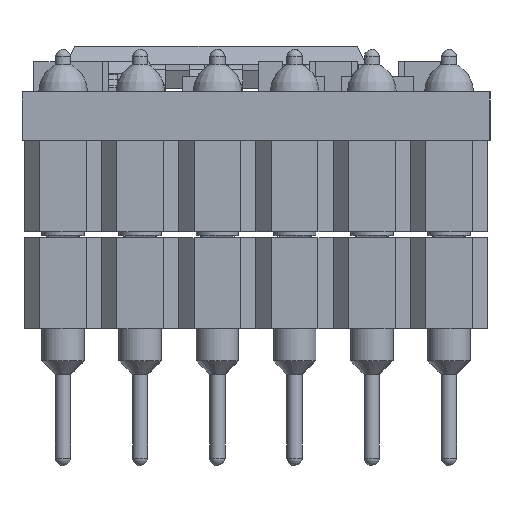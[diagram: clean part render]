
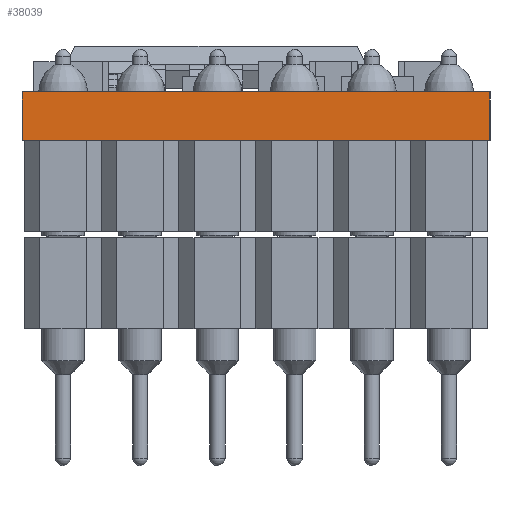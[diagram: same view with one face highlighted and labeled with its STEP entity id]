
A CAD part, left-side view. The second image highlights one B-rep face of the part: STEP entity #38039.
In plain terms, the highlighted planar face has unit normal (-1, 0, 0).
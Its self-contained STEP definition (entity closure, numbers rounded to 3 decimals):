
#37923 = EDGE_CURVE('',#37924,#37926,#37928,.T.);
#37924 = VERTEX_POINT('',#37925);
#37925 = CARTESIAN_POINT('',(-11.8,7.7,0.));
#37926 = VERTEX_POINT('',#37927);
#37927 = CARTESIAN_POINT('',(-11.8,7.7,-1.6));
#37928 = SURFACE_CURVE('',#37929,(#37933,#37945),.PCURVE_S1.);
#37929 = LINE('',#37930,#37931);
#37930 = CARTESIAN_POINT('',(-11.8,7.7,0.));
#37931 = VECTOR('',#37932,1.);
#37932 = DIRECTION('',(-0.,-0.,-1.));
#37933 = PCURVE('',#37934,#37939);
#37934 = PLANE('',#37935);
#37935 = AXIS2_PLACEMENT_3D('',#37936,#37937,#37938);
#37936 = CARTESIAN_POINT('',(-11.8,7.7,0.));
#37937 = DIRECTION('',(0.,-1.,0.));
#37938 = DIRECTION('',(1.,0.,0.));
#37939 = DEFINITIONAL_REPRESENTATION('',(#37940),#37944);
#37940 = LINE('',#37941,#37942);
#37941 = CARTESIAN_POINT('',(0.,0.));
#37942 = VECTOR('',#37943,1.);
#37943 = DIRECTION('',(0.,-1.));
#37944 = ( GEOMETRIC_REPRESENTATION_CONTEXT(2) 
PARAMETRIC_REPRESENTATION_CONTEXT() REPRESENTATION_CONTEXT('2D SPACE',''
  ) );
#37945 = PCURVE('',#37946,#37951);
#37946 = PLANE('',#37947);
#37947 = AXIS2_PLACEMENT_3D('',#37948,#37949,#37950);
#37948 = CARTESIAN_POINT('',(-11.8,-7.7,0.));
#37949 = DIRECTION('',(1.,0.,0.));
#37950 = DIRECTION('',(0.,1.,0.));
#37951 = DEFINITIONAL_REPRESENTATION('',(#37952),#37956);
#37952 = LINE('',#37953,#37954);
#37953 = CARTESIAN_POINT('',(15.4,0.));
#37954 = VECTOR('',#37955,1.);
#37955 = DIRECTION('',(0.,-1.));
#37956 = ( GEOMETRIC_REPRESENTATION_CONTEXT(2) 
PARAMETRIC_REPRESENTATION_CONTEXT() REPRESENTATION_CONTEXT('2D SPACE',''
  ) );
#37974 = PLANE('',#37975);
#37975 = AXIS2_PLACEMENT_3D('',#37976,#37977,#37978);
#37976 = CARTESIAN_POINT('',(0.,0.,-1.6));
#37977 = DIRECTION('',(-0.,-0.,-1.));
#37978 = DIRECTION('',(-1.,0.,0.));
#38028 = PLANE('',#38029);
#38029 = AXIS2_PLACEMENT_3D('',#38030,#38031,#38032);
#38030 = CARTESIAN_POINT('',(0.,0.,0.));
#38031 = DIRECTION('',(-0.,-0.,-1.));
#38032 = DIRECTION('',(-1.,0.,0.));
#38039 = ADVANCED_FACE('',(#38040),#37946,.F.);
#38040 = FACE_BOUND('',#38041,.F.);
#38041 = EDGE_LOOP('',(#38042,#38072,#38093,#38094));
#38042 = ORIENTED_EDGE('',*,*,#38043,.T.);
#38043 = EDGE_CURVE('',#38044,#38046,#38048,.T.);
#38044 = VERTEX_POINT('',#38045);
#38045 = CARTESIAN_POINT('',(-11.8,-7.7,0.));
#38046 = VERTEX_POINT('',#38047);
#38047 = CARTESIAN_POINT('',(-11.8,-7.7,-1.6));
#38048 = SURFACE_CURVE('',#38049,(#38053,#38060),.PCURVE_S1.);
#38049 = LINE('',#38050,#38051);
#38050 = CARTESIAN_POINT('',(-11.8,-7.7,0.));
#38051 = VECTOR('',#38052,1.);
#38052 = DIRECTION('',(-0.,-0.,-1.));
#38053 = PCURVE('',#37946,#38054);
#38054 = DEFINITIONAL_REPRESENTATION('',(#38055),#38059);
#38055 = LINE('',#38056,#38057);
#38056 = CARTESIAN_POINT('',(0.,0.));
#38057 = VECTOR('',#38058,1.);
#38058 = DIRECTION('',(0.,-1.));
#38059 = ( GEOMETRIC_REPRESENTATION_CONTEXT(2) 
PARAMETRIC_REPRESENTATION_CONTEXT() REPRESENTATION_CONTEXT('2D SPACE',''
  ) );
#38060 = PCURVE('',#38061,#38066);
#38061 = PLANE('',#38062);
#38062 = AXIS2_PLACEMENT_3D('',#38063,#38064,#38065);
#38063 = CARTESIAN_POINT('',(11.8,-7.7,0.));
#38064 = DIRECTION('',(0.,1.,0.));
#38065 = DIRECTION('',(-1.,0.,0.));
#38066 = DEFINITIONAL_REPRESENTATION('',(#38067),#38071);
#38067 = LINE('',#38068,#38069);
#38068 = CARTESIAN_POINT('',(23.6,0.));
#38069 = VECTOR('',#38070,1.);
#38070 = DIRECTION('',(0.,-1.));
#38071 = ( GEOMETRIC_REPRESENTATION_CONTEXT(2) 
PARAMETRIC_REPRESENTATION_CONTEXT() REPRESENTATION_CONTEXT('2D SPACE',''
  ) );
#38072 = ORIENTED_EDGE('',*,*,#38073,.T.);
#38073 = EDGE_CURVE('',#38046,#37926,#38074,.T.);
#38074 = SURFACE_CURVE('',#38075,(#38079,#38086),.PCURVE_S1.);
#38075 = LINE('',#38076,#38077);
#38076 = CARTESIAN_POINT('',(-11.8,-7.7,-1.6));
#38077 = VECTOR('',#38078,1.);
#38078 = DIRECTION('',(0.,1.,0.));
#38079 = PCURVE('',#37946,#38080);
#38080 = DEFINITIONAL_REPRESENTATION('',(#38081),#38085);
#38081 = LINE('',#38082,#38083);
#38082 = CARTESIAN_POINT('',(0.,-1.6));
#38083 = VECTOR('',#38084,1.);
#38084 = DIRECTION('',(1.,0.));
#38085 = ( GEOMETRIC_REPRESENTATION_CONTEXT(2) 
PARAMETRIC_REPRESENTATION_CONTEXT() REPRESENTATION_CONTEXT('2D SPACE',''
  ) );
#38086 = PCURVE('',#37974,#38087);
#38087 = DEFINITIONAL_REPRESENTATION('',(#38088),#38092);
#38088 = LINE('',#38089,#38090);
#38089 = CARTESIAN_POINT('',(11.8,-7.7));
#38090 = VECTOR('',#38091,1.);
#38091 = DIRECTION('',(0.,1.));
#38092 = ( GEOMETRIC_REPRESENTATION_CONTEXT(2) 
PARAMETRIC_REPRESENTATION_CONTEXT() REPRESENTATION_CONTEXT('2D SPACE',''
  ) );
#38093 = ORIENTED_EDGE('',*,*,#37923,.F.);
#38094 = ORIENTED_EDGE('',*,*,#38095,.F.);
#38095 = EDGE_CURVE('',#38044,#37924,#38096,.T.);
#38096 = SURFACE_CURVE('',#38097,(#38101,#38108),.PCURVE_S1.);
#38097 = LINE('',#38098,#38099);
#38098 = CARTESIAN_POINT('',(-11.8,-7.7,0.));
#38099 = VECTOR('',#38100,1.);
#38100 = DIRECTION('',(0.,1.,0.));
#38101 = PCURVE('',#37946,#38102);
#38102 = DEFINITIONAL_REPRESENTATION('',(#38103),#38107);
#38103 = LINE('',#38104,#38105);
#38104 = CARTESIAN_POINT('',(0.,0.));
#38105 = VECTOR('',#38106,1.);
#38106 = DIRECTION('',(1.,0.));
#38107 = ( GEOMETRIC_REPRESENTATION_CONTEXT(2) 
PARAMETRIC_REPRESENTATION_CONTEXT() REPRESENTATION_CONTEXT('2D SPACE',''
  ) );
#38108 = PCURVE('',#38028,#38109);
#38109 = DEFINITIONAL_REPRESENTATION('',(#38110),#38114);
#38110 = LINE('',#38111,#38112);
#38111 = CARTESIAN_POINT('',(11.8,-7.7));
#38112 = VECTOR('',#38113,1.);
#38113 = DIRECTION('',(0.,1.));
#38114 = ( GEOMETRIC_REPRESENTATION_CONTEXT(2) 
PARAMETRIC_REPRESENTATION_CONTEXT() REPRESENTATION_CONTEXT('2D SPACE',''
  ) );
